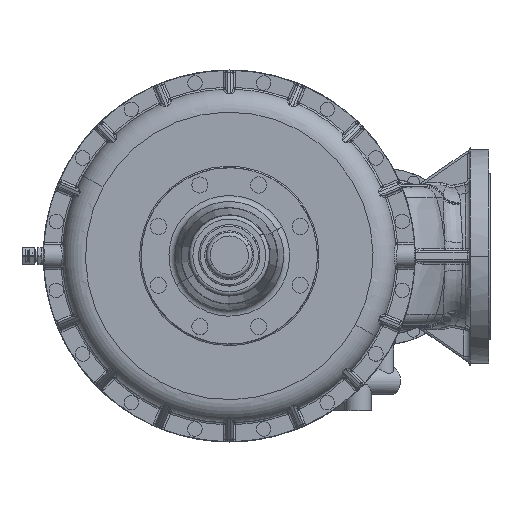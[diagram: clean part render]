
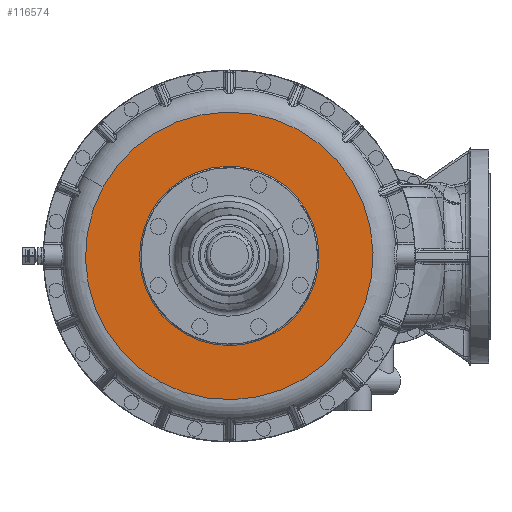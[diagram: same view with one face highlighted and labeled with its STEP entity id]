
A CAD part, top view. The second image highlights one B-rep face of the part: STEP entity #116574.
In plain terms, the highlighted planar face has unit normal (0, 0, 1).
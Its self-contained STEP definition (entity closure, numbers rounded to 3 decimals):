
#104800=CARTESIAN_POINT('Vertex',(164.547,-89.892,368.)) ;
#104803=CARTESIAN_POINT('Axis2P3D Location',(0.,0.,368.)) ;
#104807=CARTESIAN_POINT('Vertex',(-164.547,89.892,368.)) ;
#106895=CARTESIAN_POINT('Axis2P3D Location',(0.,0.,368.)) ;
#113337=CARTESIAN_POINT('Axis2P3D Location',(0.,0.,368.)) ;
#113341=CARTESIAN_POINT('Vertex',(102.677,-56.093,368.)) ;
#113343=CARTESIAN_POINT('Vertex',(-102.677,56.093,368.)) ;
#113377=CARTESIAN_POINT('Axis2P3D Location',(0.,0.,368.)) ;
#116561=CARTESIAN_POINT('Axis2P3D Location',(187.5,0.,368.)) ;
#104804=DIRECTION('Axis2P3D Direction',(0.,0.,1.)) ;
#106896=DIRECTION('Axis2P3D Direction',(0.,0.,1.)) ;
#113338=DIRECTION('Axis2P3D Direction',(0.,0.,1.)) ;
#113378=DIRECTION('Axis2P3D Direction',(0.,0.,1.)) ;
#116562=DIRECTION('Axis2P3D Direction',(0.,-0.,-1.)) ;
#116563=DIRECTION('Axis2P3D XDirection',(1.,0.,0.)) ;
#104805=AXIS2_PLACEMENT_3D('Circle Axis2P3D',#104803,#104804,$) ;
#106897=AXIS2_PLACEMENT_3D('Circle Axis2P3D',#106895,#106896,$) ;
#113339=AXIS2_PLACEMENT_3D('Circle Axis2P3D',#113337,#113338,$) ;
#113379=AXIS2_PLACEMENT_3D('Circle Axis2P3D',#113377,#113378,$) ;
#116564=AXIS2_PLACEMENT_3D('Plane Axis2P3D',#116561,#116562,#116563) ;
#116567=ORIENTED_EDGE('',*,*,#104809,.F.) ;
#116568=ORIENTED_EDGE('',*,*,#106899,.F.) ;
#116571=ORIENTED_EDGE('',*,*,#113345,.T.) ;
#116572=ORIENTED_EDGE('',*,*,#113381,.T.) ;
#116573=FACE_BOUND('',#116570,.T.) ;
#116574=ADVANCED_FACE('Brep With Voids',(#116569,#116573),#116565,.F.) ;
#104806=CIRCLE('generated circle',#104805,187.5) ;
#106898=CIRCLE('generated circle',#106897,187.5) ;
#113340=CIRCLE('generated circle',#113339,117.) ;
#113380=CIRCLE('generated circle',#113379,117.) ;
#104809=EDGE_CURVE('',#104801,#104808,#104806,.F.) ;
#106899=EDGE_CURVE('',#104808,#104801,#106898,.F.) ;
#113345=EDGE_CURVE('',#113342,#113344,#113340,.F.) ;
#113381=EDGE_CURVE('',#113344,#113342,#113380,.F.) ;
#116566=EDGE_LOOP('',(#116567,#116568)) ;
#116570=EDGE_LOOP('',(#116571,#116572)) ;
#116569=FACE_OUTER_BOUND('',#116566,.T.) ;
#116565=PLANE('',#116564) ;
#104801=VERTEX_POINT('',#104800) ;
#104808=VERTEX_POINT('',#104807) ;
#113342=VERTEX_POINT('',#113341) ;
#113344=VERTEX_POINT('',#113343) ;
